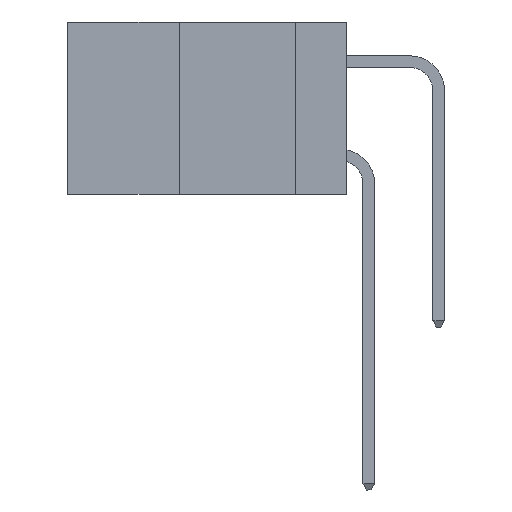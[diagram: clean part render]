
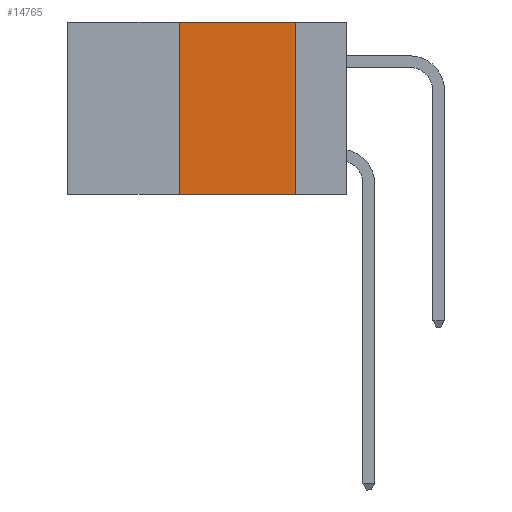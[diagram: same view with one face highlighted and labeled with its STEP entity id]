
A CAD part, left-side view. The second image highlights one B-rep face of the part: STEP entity #14765.
In plain terms, the highlighted planar face has unit normal (-1, 0, 0).
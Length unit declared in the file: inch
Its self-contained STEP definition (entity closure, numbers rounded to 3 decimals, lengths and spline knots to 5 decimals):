
#706 = CARTESIAN_POINT ( 'NONE',  ( 0., 0.36, 0. ) ) ;
#1192 = CARTESIAN_POINT ( 'NONE',  ( 0., 0.11, -0.37 ) ) ;
#1381 = DIRECTION ( 'NONE',  ( 0., 0., 1. ) ) ;
#1653 = DIRECTION ( 'NONE',  ( 0., -1., 0. ) ) ;
#3080 = VECTOR ( 'NONE', #1653, 39.37008 ) ;
#3191 = EDGE_CURVE ( 'NONE', #9363, #13625, #12814, .T. ) ;
#3715 = VECTOR ( 'NONE', #1381, 39.37008 ) ;
#3945 = VECTOR ( 'NONE', #7319, 39.37008 ) ;
#3963 = VERTEX_POINT ( 'NONE', #706 ) ;
#4711 = CARTESIAN_POINT ( 'NONE',  ( 0., 0.36, -0.37 ) ) ;
#6182 = FACE_OUTER_BOUND ( 'NONE', #19356, .T. ) ;
#7319 = DIRECTION ( 'NONE',  ( 0., 0., -1. ) ) ;
#7690 = CARTESIAN_POINT ( 'NONE',  ( 0., 0.11, 0. ) ) ;
#7927 = DIRECTION ( 'NONE',  ( 0., -1., 0. ) ) ;
#8187 = CARTESIAN_POINT ( 'NONE',  ( 0., 0.6, 0. ) ) ;
#9363 = VERTEX_POINT ( 'NONE', #4711 ) ;
#9975 = DIRECTION ( 'NONE',  ( 0., 0., -1. ) ) ;
#10337 = VECTOR ( 'NONE', #7927, 39.37008 ) ;
#11491 = EDGE_CURVE ( 'NONE', #21028, #13625, #22634, .T. ) ;
#12076 = AXIS2_PLACEMENT_3D ( 'NONE', #8187, #20799, #9975 ) ;
#12814 = LINE ( 'NONE', #14468, #3080 ) ;
#12958 = ORIENTED_EDGE ( 'NONE', *, *, #11491, .F. ) ;
#13625 = VERTEX_POINT ( 'NONE', #1192 ) ;
#14468 = CARTESIAN_POINT ( 'NONE',  ( 0., 0.6, -0.37 ) ) ;
#14765 = ADVANCED_FACE ( 'NONE', ( #6182 ), #19006, .F. ) ;
#16271 = CARTESIAN_POINT ( 'NONE',  ( 0., 0.11, 0. ) ) ;
#16823 = ORIENTED_EDGE ( 'NONE', *, *, #20739, .F. ) ;
#16901 = CARTESIAN_POINT ( 'NONE',  ( 0., 0.6, 0. ) ) ;
#17047 = ORIENTED_EDGE ( 'NONE', *, *, #19162, .F. ) ;
#18241 = LINE ( 'NONE', #23178, #3715 ) ;
#19006 = PLANE ( 'NONE',  #12076 ) ;
#19162 = EDGE_CURVE ( 'NONE', #3963, #21028, #20532, .T. ) ;
#19356 = EDGE_LOOP ( 'NONE', ( #12958, #17047, #16823, #22384 ) ) ;
#20532 = LINE ( 'NONE', #16901, #10337 ) ;
#20739 = EDGE_CURVE ( 'NONE', #9363, #3963, #18241, .T. ) ;
#20799 = DIRECTION ( 'NONE',  ( 1., 0., 0. ) ) ;
#21028 = VERTEX_POINT ( 'NONE', #7690 ) ;
#22384 = ORIENTED_EDGE ( 'NONE', *, *, #3191, .T. ) ;
#22634 = LINE ( 'NONE', #16271, #3945 ) ;
#23178 = CARTESIAN_POINT ( 'NONE',  ( 0., 0.36, 0. ) ) ;
